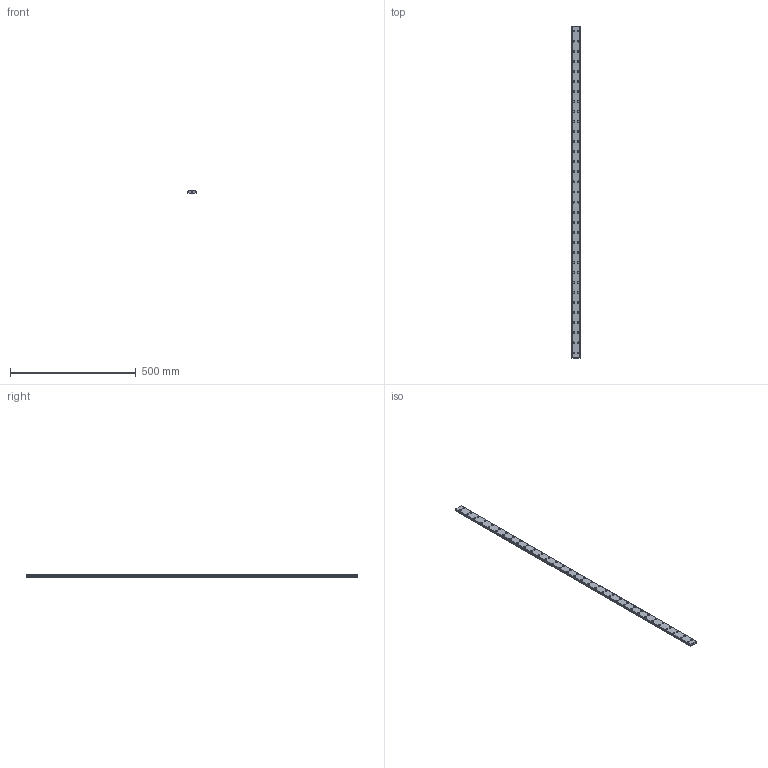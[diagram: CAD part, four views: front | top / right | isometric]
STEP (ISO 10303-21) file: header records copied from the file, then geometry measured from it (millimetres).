
FILE_DESCRIPTION(('STEP AP214'),'1');
FILE_NAME('cctmp_9061F214-DF7B-4F18-9AE7-9CAB8A8559D5_2021_03_02_10_10_10_0091..stp','2021-03-02T09:10:10',('HIWIN GmbH'),('CADClick - www.CADClick.com'),'Spatial InterOp 3D',' ','unknown authorization');
FILE_SCHEMA(('AUTOMOTIVE_DESIGN'));
Length unit declared in the file: millimetre
Products named in the file (1): WER17R1320H_FILE
Bounding box: 33 x 1320 x 9.3 mm (x, y, z)
Volume: 364600.9 mm3; surface area: 129347.7 mm2
Topology: 1 solids, 1 shells, 697 faces, 1479 edges, 986 vertices
Faces by surface type: cylinder 414, plane 283
Entity records: 24741 total; most frequent: DIRECTION 3703, CARTESIAN_POINT 3163, ORIENTED_EDGE 2958, AXIS2_PLACEMENT_3D 1526, EDGE_CURVE 1479, VERTEX_POINT 986, EDGE_LOOP 899, CIRCLE 828
